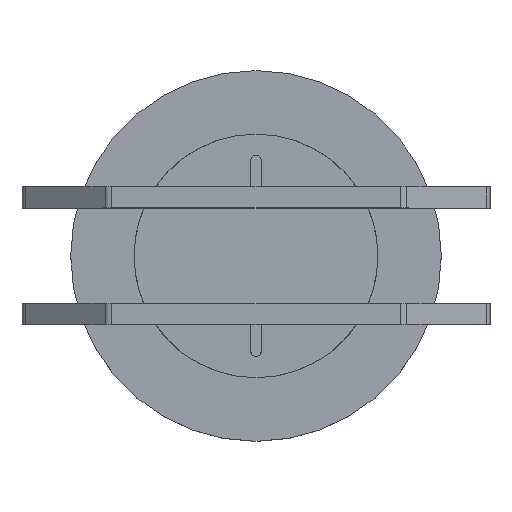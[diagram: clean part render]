
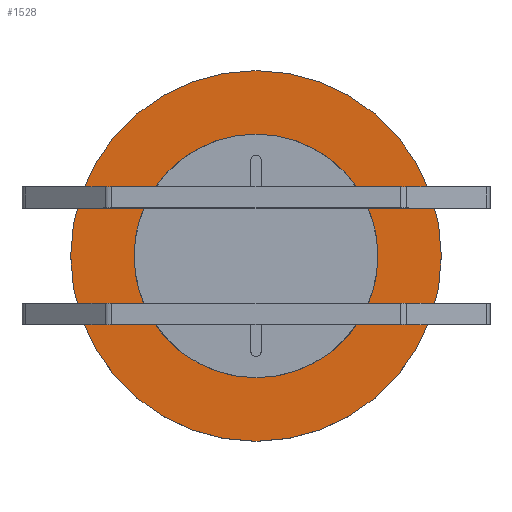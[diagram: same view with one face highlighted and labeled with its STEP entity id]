
A CAD part, top view. The second image highlights one B-rep face of the part: STEP entity #1528.
In plain terms, the highlighted planar face has unit normal (0, 0, 1).
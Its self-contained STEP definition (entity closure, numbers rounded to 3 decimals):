
#107 = CARTESIAN_POINT ( 'NONE',  ( 0., 0., 10. ) ) ;
#134 = CARTESIAN_POINT ( 'NONE',  ( -23., 0., 10. ) ) ;
#175 = VERTEX_POINT ( 'NONE', #134 ) ;
#258 = FACE_BOUND ( 'NONE', #940, .T. ) ;
#274 = DIRECTION ( 'NONE',  ( 1., 0., 0. ) ) ;
#354 = ORIENTED_EDGE ( 'NONE', *, *, #1061, .T. ) ;
#362 = AXIS2_PLACEMENT_3D ( 'NONE', #501, #780, #1615 ) ;
#365 = VERTEX_POINT ( 'NONE', #1754 ) ;
#387 = DIRECTION ( 'NONE',  ( 0., 0., 1. ) ) ;
#394 = AXIS2_PLACEMENT_3D ( 'NONE', #107, #462, #1576 ) ;
#411 = DIRECTION ( 'NONE',  ( 0., 0., 1. ) ) ;
#441 = EDGE_LOOP ( 'NONE', ( #354, #1724 ) ) ;
#462 = DIRECTION ( 'NONE',  ( 0., 0., 1. ) ) ;
#473 = ORIENTED_EDGE ( 'NONE', *, *, #1268, .F. ) ;
#484 = EDGE_CURVE ( 'NONE', #175, #1961, #753, .T. ) ;
#490 = CIRCLE ( 'NONE', #1383, 35. ) ;
#501 = CARTESIAN_POINT ( 'NONE',  ( 0., 0., 10. ) ) ;
#556 = CIRCLE ( 'NONE', #362, 23. ) ;
#687 = EDGE_CURVE ( 'NONE', #1967, #365, #490, .T. ) ;
#753 = CIRCLE ( 'NONE', #1487, 23. ) ;
#780 = DIRECTION ( 'NONE',  ( 0., 0., 1. ) ) ;
#793 = AXIS2_PLACEMENT_3D ( 'NONE', #939, #411, #274 ) ;
#863 = ORIENTED_EDGE ( 'NONE', *, *, #484, .F. ) ;
#886 = DIRECTION ( 'NONE',  ( 1., 0., 0. ) ) ;
#939 = CARTESIAN_POINT ( 'NONE',  ( 0., 0., 10. ) ) ;
#940 = EDGE_LOOP ( 'NONE', ( #863, #473 ) ) ;
#1061 = EDGE_CURVE ( 'NONE', #365, #1967, #1652, .T. ) ;
#1084 = DIRECTION ( 'NONE',  ( 0., 0., 1. ) ) ;
#1165 = CARTESIAN_POINT ( 'NONE',  ( 0., 0., 10. ) ) ;
#1217 = FACE_OUTER_BOUND ( 'NONE', #441, .T. ) ;
#1236 = DIRECTION ( 'NONE',  ( 1., 0., 0. ) ) ;
#1268 = EDGE_CURVE ( 'NONE', #1961, #175, #556, .T. ) ;
#1360 = CARTESIAN_POINT ( 'NONE',  ( 23., 0., 10. ) ) ;
#1383 = AXIS2_PLACEMENT_3D ( 'NONE', #1885, #1084, #1236 ) ;
#1487 = AXIS2_PLACEMENT_3D ( 'NONE', #1165, #387, #886 ) ;
#1528 = ADVANCED_FACE ( 'NONE', ( #258, #1217 ), #1697, .T. ) ;
#1576 = DIRECTION ( 'NONE',  ( 1., 0., 0. ) ) ;
#1615 = DIRECTION ( 'NONE',  ( 1., 0., 0. ) ) ;
#1652 = CIRCLE ( 'NONE', #793, 35. ) ;
#1697 = PLANE ( 'NONE',  #394 ) ;
#1724 = ORIENTED_EDGE ( 'NONE', *, *, #687, .T. ) ;
#1754 = CARTESIAN_POINT ( 'NONE',  ( -35., 0., 10. ) ) ;
#1850 = CARTESIAN_POINT ( 'NONE',  ( 35., 0., 10. ) ) ;
#1885 = CARTESIAN_POINT ( 'NONE',  ( 0., 0., 10. ) ) ;
#1961 = VERTEX_POINT ( 'NONE', #1360 ) ;
#1967 = VERTEX_POINT ( 'NONE', #1850 ) ;
